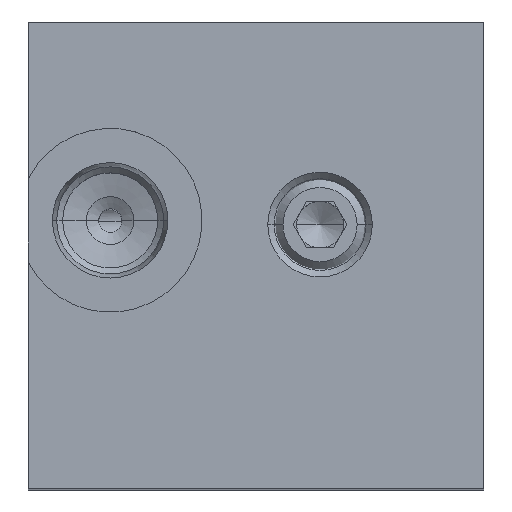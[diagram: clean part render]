
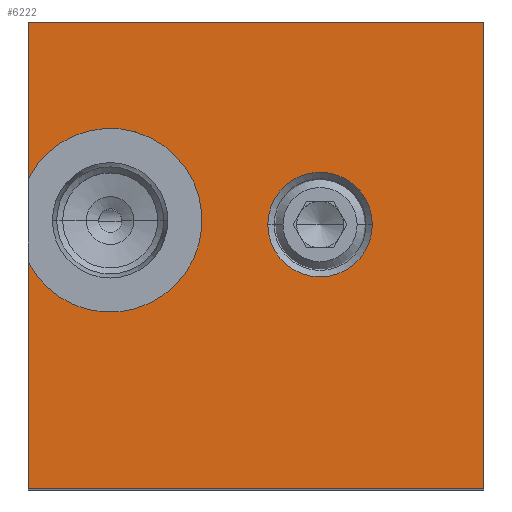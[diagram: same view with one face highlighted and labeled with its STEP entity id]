
A CAD part, top view. The second image highlights one B-rep face of the part: STEP entity #6222.
In plain terms, the highlighted planar face has unit normal (0, 0, 1).
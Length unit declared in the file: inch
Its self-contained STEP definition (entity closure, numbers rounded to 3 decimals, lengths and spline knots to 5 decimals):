
#3161=DIRECTION('',(0.,-1.,0.));
#3162=VECTOR('',#3161,0.8379);
#3163=CARTESIAN_POINT('',(0.,0.,4.375));
#3164=LINE('',#3163,#3162);
#3165=DIRECTION('',(-1.,0.,0.));
#3166=VECTOR('',#3165,2.438);
#3167=CARTESIAN_POINT('',(2.438,0.,4.375));
#3168=LINE('',#3167,#3166);
#3169=DIRECTION('',(0.,1.,0.));
#3170=VECTOR('',#3169,2.5);
#3171=CARTESIAN_POINT('',(2.438,-2.5,4.375));
#3172=LINE('',#3171,#3170);
#3173=DIRECTION('',(1.,0.,0.));
#3174=VECTOR('',#3173,2.438);
#3175=CARTESIAN_POINT('',(0.,-2.5,4.375));
#3176=LINE('',#3175,#3174);
#3177=DIRECTION('',(0.,-1.,0.));
#3178=VECTOR('',#3177,1.2139);
#3179=CARTESIAN_POINT('',(0.,-1.2861,4.375));
#3180=LINE('',#3179,#3178);
#3181=CARTESIAN_POINT('',(1.562,-1.085,4.375));
#3182=DIRECTION('',(0.,0.,-1.));
#3183=DIRECTION('',(-1.,0.,0.));
#3184=AXIS2_PLACEMENT_3D('',#3181,#3182,#3183);
#3186=CARTESIAN_POINT('',(1.562,-1.085,4.375));
#3187=DIRECTION('',(0.,0.,-1.));
#3188=DIRECTION('',(1.,0.,0.));
#3189=AXIS2_PLACEMENT_3D('',#3186,#3187,#3188);
#3191=CARTESIAN_POINT('',(0.438,-1.062,4.375));
#3192=DIRECTION('',(0.,0.,-1.));
#3193=DIRECTION('',(-0.89,0.455,0.));
#3194=AXIS2_PLACEMENT_3D('',#3191,#3192,#3193);
#3797=CARTESIAN_POINT('',(0.,-2.5,4.375));
#3798=CARTESIAN_POINT('',(2.438,-2.5,4.375));
#3799=VERTEX_POINT('',#3797);
#3800=VERTEX_POINT('',#3798);
#3801=CARTESIAN_POINT('',(2.438,0.,4.375));
#3802=VERTEX_POINT('',#3801);
#3803=CARTESIAN_POINT('',(0.,0.,4.375));
#3804=VERTEX_POINT('',#3803);
#4188=CARTESIAN_POINT('',(0.,-0.8379,4.375));
#4189=VERTEX_POINT('',#4188);
#4190=CARTESIAN_POINT('',(0.,-1.2861,4.375));
#4191=VERTEX_POINT('',#4190);
#4216=CARTESIAN_POINT('',(1.842,-1.085,4.375));
#4217=VERTEX_POINT('',#4216);
#4218=CARTESIAN_POINT('',(1.282,-1.085,4.375));
#4219=VERTEX_POINT('',#4218);
#6202=CARTESIAN_POINT('',(0.,0.,4.375));
#6203=DIRECTION('',(0.,0.,1.));
#6204=DIRECTION('',(1.,0.,0.));
#6205=AXIS2_PLACEMENT_3D('',#6202,#6203,#6204);
#6206=PLANE('',#6205);
#6208=ORIENTED_EDGE('',*,*,#6207,.F.);
#6209=ORIENTED_EDGE('',*,*,#4953,.F.);
#6211=ORIENTED_EDGE('',*,*,#6210,.F.);
#6212=ORIENTED_EDGE('',*,*,#4590,.F.);
#6214=ORIENTED_EDGE('',*,*,#6213,.F.);
#6215=ORIENTED_EDGE('',*,*,#4946,.F.);
#6216=EDGE_LOOP('',(#6208,#6209,#6211,#6212,#6214,#6215));
#6217=FACE_OUTER_BOUND('',#6216,.F.);
#6218=ORIENTED_EDGE('',*,*,#6197,.F.);
#6219=ORIENTED_EDGE('',*,*,#6181,.F.);
#6220=EDGE_LOOP('',(#6218,#6219));
#6221=FACE_BOUND('',#6220,.F.);
#6222=ADVANCED_FACE('',(#6217,#6221),#6206,.T.);
#3185=CIRCLE('',#3184,0.28);
#3190=CIRCLE('',#3189,0.28);
#3195=CIRCLE('',#3194,0.492);
#4590=EDGE_CURVE('',#3800,#3802,#3172,.T.);
#4946=EDGE_CURVE('',#4191,#3799,#3180,.T.);
#4953=EDGE_CURVE('',#3804,#4189,#3164,.T.);
#6181=EDGE_CURVE('',#4217,#4219,#3190,.T.);
#6197=EDGE_CURVE('',#4219,#4217,#3185,.T.);
#6207=EDGE_CURVE('',#4189,#4191,#3195,.T.);
#6210=EDGE_CURVE('',#3802,#3804,#3168,.T.);
#6213=EDGE_CURVE('',#3799,#3800,#3176,.T.);
